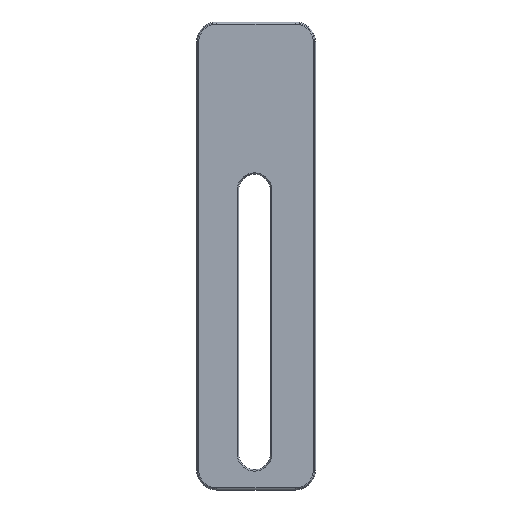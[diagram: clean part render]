
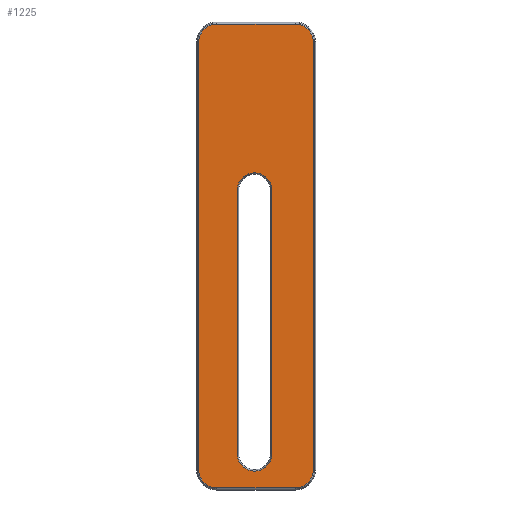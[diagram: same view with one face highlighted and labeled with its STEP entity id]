
A CAD part, top view. The second image highlights one B-rep face of the part: STEP entity #1225.
In plain terms, the highlighted planar face has unit normal (0, 0, 1).
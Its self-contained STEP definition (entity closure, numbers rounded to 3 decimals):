
#145=CARTESIAN_POINT('',(-60.,-680.,0.));
#146=DIRECTION('',(0.,0.,1.));
#147=DIRECTION('',(-1.,0.,0.));
#148=AXIS2_PLACEMENT_3D('',#145,#146,#147);
#154=DIRECTION('',(0.,1.,0.));
#155=VECTOR('',#154,906.);
#156=CARTESIAN_POINT('',(0.,-680.,0.));
#157=LINE('',#156,#155);
#161=CARTESIAN_POINT('',(-60.,226.,0.));
#162=DIRECTION('',(0.,0.,1.));
#163=DIRECTION('',(1.,0.,0.));
#164=AXIS2_PLACEMENT_3D('',#161,#162,#163);
#169=DIRECTION('',(0.,-1.,0.));
#170=VECTOR('',#169,906.);
#171=CARTESIAN_POINT('',(-120.,226.,0.));
#172=LINE('',#171,#170);
#176=CARTESIAN_POINT('',(-190.,735.,0.));
#177=DIRECTION('',(0.,0.,1.));
#178=DIRECTION('',(0.,1.,0.));
#179=AXIS2_PLACEMENT_3D('',#176,#177,#178);
#184=DIRECTION('',(-1.,0.,0.));
#185=VECTOR('',#184,270.);
#186=CARTESIAN_POINT('',(80.,797.525,0.));
#187=LINE('',#186,#185);
#191=CARTESIAN_POINT('',(80.,735.,0.));
#192=DIRECTION('',(0.,0.,1.));
#193=DIRECTION('',(1.,0.,0.));
#194=AXIS2_PLACEMENT_3D('',#191,#192,#193);
#199=DIRECTION('',(0.,1.,0.));
#200=VECTOR('',#199,1470.);
#201=CARTESIAN_POINT('',(142.525,-735.,0.));
#202=LINE('',#201,#200);
#206=CARTESIAN_POINT('',(80.,-735.,0.));
#207=DIRECTION('',(0.,0.,1.));
#208=DIRECTION('',(0.,-1.,0.));
#209=AXIS2_PLACEMENT_3D('',#206,#207,#208);
#214=DIRECTION('',(1.,0.,0.));
#215=VECTOR('',#214,270.);
#216=CARTESIAN_POINT('',(-190.,-797.525,0.));
#217=LINE('',#216,#215);
#221=CARTESIAN_POINT('',(-190.,-735.,0.));
#222=DIRECTION('',(0.,0.,1.));
#223=DIRECTION('',(-1.,0.,0.));
#224=AXIS2_PLACEMENT_3D('',#221,#222,#223);
#229=DIRECTION('',(0.,-1.,0.));
#230=VECTOR('',#229,1470.);
#231=CARTESIAN_POINT('',(-252.525,735.,0.));
#232=LINE('',#231,#230);
#1040=CARTESIAN_POINT('',(-120.,-680.,0.));
#1041=CARTESIAN_POINT('',(0.,-680.,0.));
#1042=VERTEX_POINT('',#1040);
#1043=VERTEX_POINT('',#1041);
#1044=CARTESIAN_POINT('',(-120.,226.,0.));
#1045=VERTEX_POINT('',#1044);
#1046=CARTESIAN_POINT('',(0.,226.,0.));
#1047=VERTEX_POINT('',#1046);
#1072=CARTESIAN_POINT('',(-190.,797.525,0.));
#1073=CARTESIAN_POINT('',(-252.525,735.,0.));
#1074=VERTEX_POINT('',#1072);
#1075=VERTEX_POINT('',#1073);
#1080=CARTESIAN_POINT('',(-252.525,-735.,0.));
#1081=VERTEX_POINT('',#1080);
#1084=CARTESIAN_POINT('',(-190.,-797.525,0.));
#1085=VERTEX_POINT('',#1084);
#1088=CARTESIAN_POINT('',(80.,-797.525,0.));
#1089=VERTEX_POINT('',#1088);
#1092=CARTESIAN_POINT('',(142.525,-735.,0.));
#1093=VERTEX_POINT('',#1092);
#1096=CARTESIAN_POINT('',(142.525,735.,0.));
#1097=VERTEX_POINT('',#1096);
#1100=CARTESIAN_POINT('',(80.,797.525,0.));
#1101=VERTEX_POINT('',#1100);
#1192=CARTESIAN_POINT('',(0.,0.,0.));
#1193=DIRECTION('',(0.,0.,1.));
#1194=DIRECTION('',(0.,-1.,0.));
#1195=AXIS2_PLACEMENT_3D('',#1192,#1193,#1194);
#1196=PLANE('',#1195);
#1198=ORIENTED_EDGE('',*,*,#1197,.F.);
#1200=ORIENTED_EDGE('',*,*,#1199,.F.);
#1202=ORIENTED_EDGE('',*,*,#1201,.F.);
#1204=ORIENTED_EDGE('',*,*,#1203,.F.);
#1206=ORIENTED_EDGE('',*,*,#1205,.F.);
#1208=ORIENTED_EDGE('',*,*,#1207,.F.);
#1210=ORIENTED_EDGE('',*,*,#1209,.F.);
#1212=ORIENTED_EDGE('',*,*,#1211,.F.);
#1213=EDGE_LOOP('',(#1198,#1200,#1202,#1204,#1206,#1208,#1210,#1212));
#1214=FACE_OUTER_BOUND('',#1213,.F.);
#1216=ORIENTED_EDGE('',*,*,#1215,.T.);
#1218=ORIENTED_EDGE('',*,*,#1217,.T.);
#1220=ORIENTED_EDGE('',*,*,#1219,.T.);
#1222=ORIENTED_EDGE('',*,*,#1221,.T.);
#1223=EDGE_LOOP('',(#1216,#1218,#1220,#1222));
#1224=FACE_BOUND('',#1223,.F.);
#149=CIRCLE('',#148,60.);
#165=CIRCLE('',#164,60.);
#180=CIRCLE('',#179,62.525);
#195=CIRCLE('',#194,62.525);
#210=CIRCLE('',#209,62.525);
#225=CIRCLE('',#224,62.525);
#1197=EDGE_CURVE('',#1074,#1075,#180,.T.);
#1199=EDGE_CURVE('',#1101,#1074,#187,.T.);
#1201=EDGE_CURVE('',#1097,#1101,#195,.T.);
#1203=EDGE_CURVE('',#1093,#1097,#202,.T.);
#1205=EDGE_CURVE('',#1089,#1093,#210,.T.);
#1207=EDGE_CURVE('',#1085,#1089,#217,.T.);
#1209=EDGE_CURVE('',#1081,#1085,#225,.T.);
#1211=EDGE_CURVE('',#1075,#1081,#232,.T.);
#1215=EDGE_CURVE('',#1042,#1043,#149,.T.);
#1217=EDGE_CURVE('',#1043,#1047,#157,.T.);
#1219=EDGE_CURVE('',#1047,#1045,#165,.T.);
#1221=EDGE_CURVE('',#1045,#1042,#172,.T.);
#1225=ADVANCED_FACE('',(#1214,#1224),#1196,.T.);
